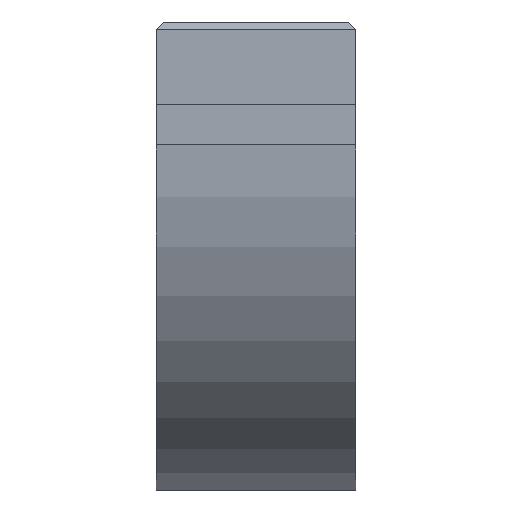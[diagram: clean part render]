
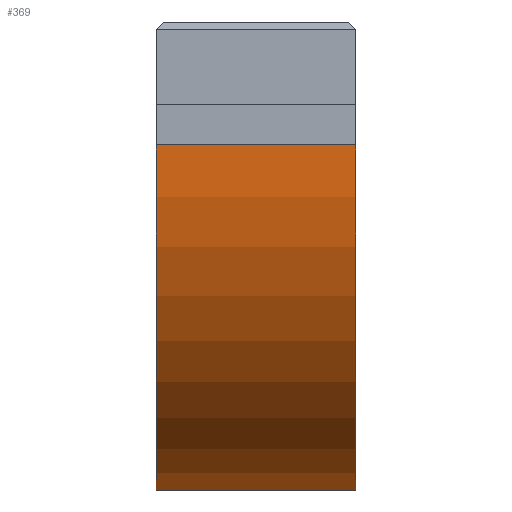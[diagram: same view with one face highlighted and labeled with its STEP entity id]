
A CAD part, left-side view. The second image highlights one B-rep face of the part: STEP entity #369.
In plain terms, the highlighted cylindrical face has radius 30.421 mm (diameter 60.842 mm), a partial arc.
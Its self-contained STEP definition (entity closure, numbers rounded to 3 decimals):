
#104 = VERTEX_POINT('',#105);
#105 = CARTESIAN_POINT('',(-15.,8.5,-25.9));
#111 = EDGE_CURVE('',#112,#104,#114,.T.);
#112 = VERTEX_POINT('',#113);
#113 = CARTESIAN_POINT('',(-37.4,8.5,3.444));
#114 = CIRCLE('',#115,30.421);
#115 = AXIS2_PLACEMENT_3D('',#116,#117,#118);
#116 = CARTESIAN_POINT('',(-6.979,8.5,3.444));
#117 = DIRECTION('',(0.,-1.,0.));
#118 = DIRECTION('',(1.,0.,0.));
#240 = VERTEX_POINT('',#241);
#241 = CARTESIAN_POINT('',(-15.,-8.5,-25.9));
#247 = EDGE_CURVE('',#248,#240,#250,.T.);
#248 = VERTEX_POINT('',#249);
#249 = CARTESIAN_POINT('',(-37.4,-8.5,3.444));
#250 = CIRCLE('',#251,30.421);
#251 = AXIS2_PLACEMENT_3D('',#252,#253,#254);
#252 = CARTESIAN_POINT('',(-6.979,-8.5,3.444));
#253 = DIRECTION('',(0.,-1.,0.));
#254 = DIRECTION('',(1.,0.,0.));
#339 = EDGE_CURVE('',#112,#248,#340,.T.);
#340 = LINE('',#341,#342);
#341 = CARTESIAN_POINT('',(-37.4,8.5,3.444));
#342 = VECTOR('',#343,1.);
#343 = DIRECTION('',(0.,-1.,0.));
#369 = ADVANCED_FACE('',(#370),#381,.T.);
#370 = FACE_BOUND('',#371,.F.);
#371 = EDGE_LOOP('',(#372,#373,#374,#380));
#372 = ORIENTED_EDGE('',*,*,#339,.T.);
#373 = ORIENTED_EDGE('',*,*,#247,.T.);
#374 = ORIENTED_EDGE('',*,*,#375,.F.);
#375 = EDGE_CURVE('',#104,#240,#376,.T.);
#376 = LINE('',#377,#378);
#377 = CARTESIAN_POINT('',(-15.,8.5,-25.9));
#378 = VECTOR('',#379,1.);
#379 = DIRECTION('',(0.,-1.,0.));
#380 = ORIENTED_EDGE('',*,*,#111,.F.);
#381 = CYLINDRICAL_SURFACE('',#382,30.421);
#382 = AXIS2_PLACEMENT_3D('',#383,#384,#385);
#383 = CARTESIAN_POINT('',(-6.979,8.5,3.444));
#384 = DIRECTION('',(0.,1.,0.));
#385 = DIRECTION('',(1.,0.,0.));
